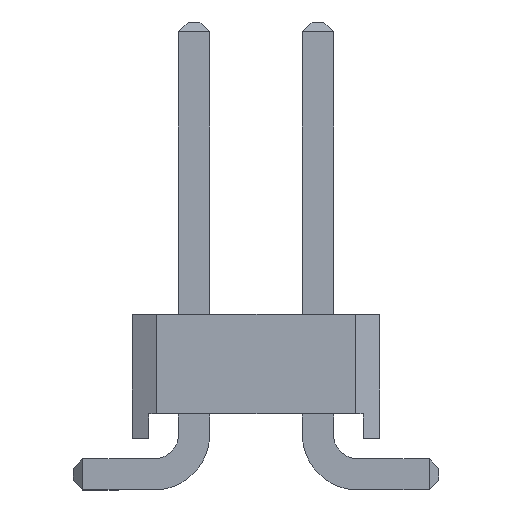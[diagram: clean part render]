
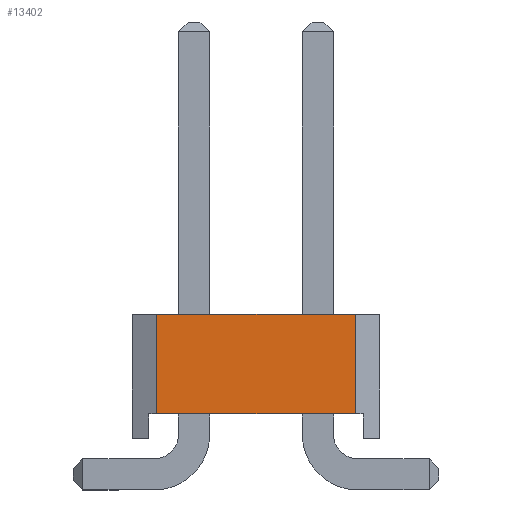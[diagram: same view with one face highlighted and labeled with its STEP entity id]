
A CAD part, front view. The second image highlights one B-rep face of the part: STEP entity #13402.
In plain terms, the highlighted face is planar.
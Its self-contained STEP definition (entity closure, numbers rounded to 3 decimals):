
#2108=ORIENTED_EDGE('',*,*,#3772,.F.);
#2109=ORIENTED_EDGE('',*,*,#3780,.T.);
#2110=ORIENTED_EDGE('',*,*,#3777,.T.);
#2111=ORIENTED_EDGE('',*,*,#3781,.T.);
#3772=EDGE_CURVE('',#4782,#4783,#5882,.T.);
#3777=EDGE_CURVE('',#4784,#4785,#5887,.T.);
#3780=EDGE_CURVE('',#4782,#4784,#5890,.T.);
#3781=EDGE_CURVE('',#4785,#4783,#5891,.T.);
#4782=VERTEX_POINT('',#18628);
#4783=VERTEX_POINT('',#18630);
#4784=VERTEX_POINT('',#18634);
#4785=VERTEX_POINT('',#18637);
#5882=LINE('',#18629,#7148);
#5887=LINE('',#18638,#7153);
#5890=LINE('',#18644,#7156);
#5891=LINE('',#18646,#7157);
#7148=VECTOR('',#15948,1000.);
#7153=VECTOR('',#15955,1000.);
#7156=VECTOR('',#15964,1000.);
#7157=VECTOR('',#15967,1000.);
#7960=EDGE_LOOP('',(#2108,#2109,#2110,#2111));
#8544=FACE_BOUND('',#7960,.T.);
#9048=PLANE('',#14033);
#13402=ADVANCED_FACE('',(#8544),#9048,.T.);
#14033=AXIS2_PLACEMENT_3D('',#18807,#16048,#16049);
#15948=DIRECTION('',(0.,0.,1.));
#15955=DIRECTION('',(0.,0.,1.));
#15964=DIRECTION('',(0.,-1.,0.));
#15967=DIRECTION('',(0.,1.,0.));
#16048=DIRECTION('',(-1.,0.,0.));
#16049=DIRECTION('',(0.,0.,1.));
#18628=CARTESIAN_POINT('',(-12.7,2.04,-0.77));
#18629=CARTESIAN_POINT('',(-12.7,2.04,-25.001));
#18630=CARTESIAN_POINT('',(-12.7,2.04,1.27));
#18634=CARTESIAN_POINT('',(-12.7,-2.04,-0.77));
#18637=CARTESIAN_POINT('',(-12.7,-2.04,1.27));
#18638=CARTESIAN_POINT('',(-12.7,-2.04,-25.001));
#18644=CARTESIAN_POINT('',(-12.7,-2.54,-0.77));
#18646=CARTESIAN_POINT('',(-12.7,-2.54,1.27));
#18807=CARTESIAN_POINT('',(-12.7,-2.54,-1.27));
